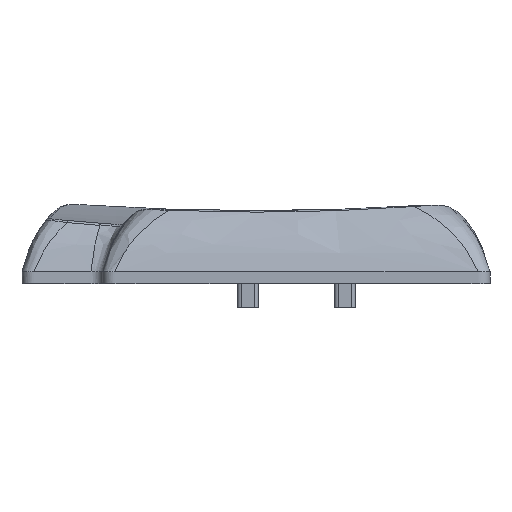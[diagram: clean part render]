
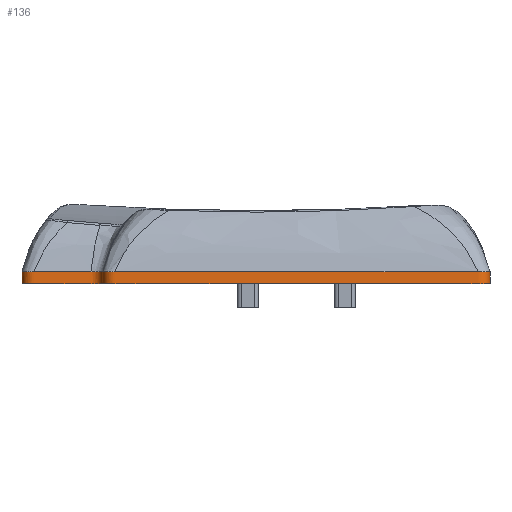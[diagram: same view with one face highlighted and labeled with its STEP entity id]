
A CAD part, front view. The second image highlights one B-rep face of the part: STEP entity #136.
In plain terms, the highlighted free-form (B-spline) face has degree [1, 2] with [2, 17] control points.
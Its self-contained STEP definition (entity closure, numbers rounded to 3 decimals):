
#136=ADVANCED_FACE('',(#343),#3168,.T.);
#343=FACE_OUTER_BOUND('',#554,.T.);
#554=EDGE_LOOP('',(#1255,#1256,#1257,#1258,#1259,#1260,#1261,#1262,#1263,
#1264,#1265));
#1255=ORIENTED_EDGE('',*,*,#2267,.T.);
#1256=ORIENTED_EDGE('',*,*,#2146,.T.);
#1257=ORIENTED_EDGE('',*,*,#2147,.T.);
#1258=ORIENTED_EDGE('',*,*,#2148,.T.);
#1259=ORIENTED_EDGE('',*,*,#2149,.T.);
#1260=ORIENTED_EDGE('',*,*,#2150,.T.);
#1261=ORIENTED_EDGE('',*,*,#2151,.T.);
#1262=ORIENTED_EDGE('',*,*,#2152,.T.);
#1263=ORIENTED_EDGE('',*,*,#2153,.T.);
#1264=ORIENTED_EDGE('',*,*,#2103,.F.);
#1265=ORIENTED_EDGE('',*,*,#2268,.F.);
#2103=EDGE_CURVE('',#3031,#3032,#2417,.T.);
#2146=EDGE_CURVE('',#3061,#3062,#2460,.T.);
#2147=EDGE_CURVE('',#3062,#3063,#2461,.T.);
#2148=EDGE_CURVE('',#3063,#3064,#2462,.T.);
#2149=EDGE_CURVE('',#3064,#3065,#2463,.T.);
#2150=EDGE_CURVE('',#3065,#3066,#2464,.T.);
#2151=EDGE_CURVE('',#3066,#3067,#2465,.T.);
#2152=EDGE_CURVE('',#3067,#3068,#2466,.T.);
#2153=EDGE_CURVE('',#3068,#3032,#2467,.T.);
#2267=EDGE_CURVE('',#3152,#3061,#2499,.T.);
#2268=EDGE_CURVE('',#3152,#3031,#2500,.T.);
#2417=(
BOUNDED_CURVE()
B_SPLINE_CURVE(1,(#9235,#9236),.UNSPECIFIED.,.F.,.F.)
B_SPLINE_CURVE_WITH_KNOTS((2,2),(0.,0.7),.UNSPECIFIED.)
CURVE()
GEOMETRIC_REPRESENTATION_ITEM()
RATIONAL_B_SPLINE_CURVE((1.,1.))
REPRESENTATION_ITEM('')
);
#2460=(
BOUNDED_CURVE()
B_SPLINE_CURVE(2,(#9548,#9549,#9550),.UNSPECIFIED.,.F.,.F.)
B_SPLINE_CURVE_WITH_KNOTS((3,3),(63.899,64.999),
 .UNSPECIFIED.)
CURVE()
GEOMETRIC_REPRESENTATION_ITEM()
RATIONAL_B_SPLINE_CURVE((1.,0.707,1.))
REPRESENTATION_ITEM('')
);
#2461=(
BOUNDED_CURVE()
B_SPLINE_CURVE(2,(#9551,#9552,#9553),.UNSPECIFIED.,.F.,.F.)
B_SPLINE_CURVE_WITH_KNOTS((3,3),(64.999,86.349),
 .UNSPECIFIED.)
CURVE()
GEOMETRIC_REPRESENTATION_ITEM()
RATIONAL_B_SPLINE_CURVE((1.,1.,1.))
REPRESENTATION_ITEM('')
);
#2462=(
BOUNDED_CURVE()
B_SPLINE_CURVE(2,(#9554,#9555,#9556),.UNSPECIFIED.,.F.,.F.)
B_SPLINE_CURVE_WITH_KNOTS((3,3),(86.349,87.448),
 .UNSPECIFIED.)
CURVE()
GEOMETRIC_REPRESENTATION_ITEM()
RATIONAL_B_SPLINE_CURVE((1.,0.707,1.))
REPRESENTATION_ITEM('')
);
#2463=(
BOUNDED_CURVE()
B_SPLINE_CURVE(2,(#9557,#9558,#9559),.UNSPECIFIED.,.F.,.F.)
B_SPLINE_CURVE_WITH_KNOTS((3,3),(87.448,105.048),
 .UNSPECIFIED.)
CURVE()
GEOMETRIC_REPRESENTATION_ITEM()
RATIONAL_B_SPLINE_CURVE((1.,1.,1.))
REPRESENTATION_ITEM('')
);
#2464=(
BOUNDED_CURVE()
B_SPLINE_CURVE(2,(#9560,#9561,#9562),.UNSPECIFIED.,.F.,.F.)
B_SPLINE_CURVE_WITH_KNOTS((3,3),(105.048,106.148),
 .UNSPECIFIED.)
CURVE()
GEOMETRIC_REPRESENTATION_ITEM()
RATIONAL_B_SPLINE_CURVE((1.,0.707,1.))
REPRESENTATION_ITEM('')
);
#2465=(
BOUNDED_CURVE()
B_SPLINE_CURVE(2,(#9563,#9564,#9565),.UNSPECIFIED.,.F.,.F.)
B_SPLINE_CURVE_WITH_KNOTS((3,3),(106.148,109.498),
 .UNSPECIFIED.)
CURVE()
GEOMETRIC_REPRESENTATION_ITEM()
RATIONAL_B_SPLINE_CURVE((1.,1.,1.))
REPRESENTATION_ITEM('')
);
#2466=(
BOUNDED_CURVE()
B_SPLINE_CURVE(2,(#9566,#9567,#9568),.UNSPECIFIED.,.F.,.F.)
B_SPLINE_CURVE_WITH_KNOTS((3,3),(109.498,110.597),
 .UNSPECIFIED.)
CURVE()
GEOMETRIC_REPRESENTATION_ITEM()
RATIONAL_B_SPLINE_CURVE((1.,0.707,1.))
REPRESENTATION_ITEM('')
);
#2467=(
BOUNDED_CURVE()
B_SPLINE_CURVE(2,(#9569,#9570,#9571),.UNSPECIFIED.,.F.,.F.)
B_SPLINE_CURVE_WITH_KNOTS((3,3),(110.597,127.197),
 .UNSPECIFIED.)
CURVE()
GEOMETRIC_REPRESENTATION_ITEM()
RATIONAL_B_SPLINE_CURVE((1.,1.,1.))
REPRESENTATION_ITEM('')
);
#2499=(
BOUNDED_CURVE()
B_SPLINE_CURVE(1,(#10604,#10605),.UNSPECIFIED.,.F.,.F.)
B_SPLINE_CURVE_WITH_KNOTS((2,2),(0.,0.7),.UNSPECIFIED.)
CURVE()
GEOMETRIC_REPRESENTATION_ITEM()
RATIONAL_B_SPLINE_CURVE((1.,1.))
REPRESENTATION_ITEM('')
);
#2500=(
BOUNDED_CURVE()
B_SPLINE_CURVE(2,(#10606,#10607,#10608,#10609,#10610,#10611,#10612,#10613,
#10614,#10615,#10616,#10617,#10618,#10619,#10620,#10621,#10622),
 .UNSPECIFIED.,.F.,.F.)
B_SPLINE_CURVE_WITH_KNOTS((3,2,2,2,2,2,2,2,3),(63.899,64.999,
86.349,87.448,105.048,106.148,109.498,
110.597,127.197),.UNSPECIFIED.)
CURVE()
GEOMETRIC_REPRESENTATION_ITEM()
RATIONAL_B_SPLINE_CURVE((1.,0.707,1.,1.,1.,0.707,
1.,1.,1.,0.707,1.,1.,1.,0.707,1.,1.,1.))
REPRESENTATION_ITEM('')
);
#3031=VERTEX_POINT('',#8282);
#3032=VERTEX_POINT('',#8283);
#3061=VERTEX_POINT('',#8312);
#3062=VERTEX_POINT('',#8313);
#3063=VERTEX_POINT('',#8314);
#3064=VERTEX_POINT('',#8315);
#3065=VERTEX_POINT('',#8316);
#3066=VERTEX_POINT('',#8317);
#3067=VERTEX_POINT('',#8318);
#3068=VERTEX_POINT('',#8319);
#3152=VERTEX_POINT('',#8403);
#3168=(
BOUNDED_SURFACE()
B_SPLINE_SURFACE(1,2,((#3899,#3900,#3901,#3902,#3903,#3904,#3905,#3906,
#3907,#3908,#3909,#3910,#3911,#3912,#3913,#3914,#3915),(#3916,#3917,#3918,
#3919,#3920,#3921,#3922,#3923,#3924,#3925,#3926,#3927,#3928,#3929,#3930,
#3931,#3932)),.UNSPECIFIED.,.F.,.F.,.F.)
B_SPLINE_SURFACE_WITH_KNOTS((2,2),(3,2,2,2,2,2,2,2,3),(0.,0.7),(63.899,
64.999,86.349,87.448,105.048,106.148,
109.498,110.597,127.197),.UNSPECIFIED.)
GEOMETRIC_REPRESENTATION_ITEM()
RATIONAL_B_SPLINE_SURFACE(((1.,0.707,1.,1.,1.,0.707,
1.,1.,1.,0.707,1.,1.,1.,0.707,1.,1.,1.),(1.,0.707,
1.,1.,1.,0.707,1.,1.,1.,0.707,1.,1.,1.,0.707,
1.,1.,1.)))
REPRESENTATION_ITEM('')
SURFACE()
);
#3899=CARTESIAN_POINT('',(96.75,-26.3,-0.4));
#3900=CARTESIAN_POINT('',(96.75,-27.,-0.4));
#3901=CARTESIAN_POINT('',(96.05,-27.,-0.4));
#3902=CARTESIAN_POINT('',(85.375,-27.,-0.4));
#3903=CARTESIAN_POINT('',(74.7,-27.,-0.4));
#3904=CARTESIAN_POINT('',(74.,-27.,-0.4));
#3905=CARTESIAN_POINT('',(74.,-26.3,-0.4));
#3906=CARTESIAN_POINT('',(74.,-17.5,-0.4));
#3907=CARTESIAN_POINT('',(74.,-8.7,-0.4));
#3908=CARTESIAN_POINT('',(74.,-8.,-0.4));
#3909=CARTESIAN_POINT('',(73.3,-8.,-0.4));
#3910=CARTESIAN_POINT('',(71.625,-8.,-0.4));
#3911=CARTESIAN_POINT('',(69.95,-8.,-0.4));
#3912=CARTESIAN_POINT('',(69.25,-8.,-0.4));
#3913=CARTESIAN_POINT('',(69.25,-7.3,-0.4));
#3914=CARTESIAN_POINT('',(69.25,1.,-0.4));
#3915=CARTESIAN_POINT('',(69.25,9.3,-0.4));
#3916=CARTESIAN_POINT('',(96.75,-26.3,0.3));
#3917=CARTESIAN_POINT('',(96.75,-27.,0.3));
#3918=CARTESIAN_POINT('',(96.05,-27.,0.3));
#3919=CARTESIAN_POINT('',(85.375,-27.,0.3));
#3920=CARTESIAN_POINT('',(74.7,-27.,0.3));
#3921=CARTESIAN_POINT('',(74.,-27.,0.3));
#3922=CARTESIAN_POINT('',(74.,-26.3,0.3));
#3923=CARTESIAN_POINT('',(74.,-17.5,0.3));
#3924=CARTESIAN_POINT('',(74.,-8.7,0.3));
#3925=CARTESIAN_POINT('',(74.,-8.,0.3));
#3926=CARTESIAN_POINT('',(73.3,-8.,0.3));
#3927=CARTESIAN_POINT('',(71.625,-8.,0.3));
#3928=CARTESIAN_POINT('',(69.95,-8.,0.3));
#3929=CARTESIAN_POINT('',(69.25,-8.,0.3));
#3930=CARTESIAN_POINT('',(69.25,-7.3,0.3));
#3931=CARTESIAN_POINT('',(69.25,1.,0.3));
#3932=CARTESIAN_POINT('',(69.25,9.3,0.3));
#8282=CARTESIAN_POINT('',(69.25,9.3,-0.4));
#8283=CARTESIAN_POINT('',(69.25,9.3,0.3));
#8312=CARTESIAN_POINT('',(96.75,-26.3,0.3));
#8313=CARTESIAN_POINT('',(96.05,-27.,0.3));
#8314=CARTESIAN_POINT('',(74.7,-27.,0.3));
#8315=CARTESIAN_POINT('',(74.,-26.3,0.3));
#8316=CARTESIAN_POINT('',(74.,-8.7,0.3));
#8317=CARTESIAN_POINT('',(73.3,-8.,0.3));
#8318=CARTESIAN_POINT('',(69.95,-8.,0.3));
#8319=CARTESIAN_POINT('',(69.25,-7.3,0.3));
#8403=CARTESIAN_POINT('',(96.75,-26.3,-0.4));
#9235=CARTESIAN_POINT('',(69.25,9.3,-0.4));
#9236=CARTESIAN_POINT('',(69.25,9.3,0.3));
#9548=CARTESIAN_POINT('',(96.75,-26.3,0.3));
#9549=CARTESIAN_POINT('',(96.75,-27.,0.3));
#9550=CARTESIAN_POINT('',(96.05,-27.,0.3));
#9551=CARTESIAN_POINT('',(96.05,-27.,0.3));
#9552=CARTESIAN_POINT('',(85.375,-27.,0.3));
#9553=CARTESIAN_POINT('',(74.7,-27.,0.3));
#9554=CARTESIAN_POINT('',(74.7,-27.,0.3));
#9555=CARTESIAN_POINT('',(74.,-27.,0.3));
#9556=CARTESIAN_POINT('',(74.,-26.3,0.3));
#9557=CARTESIAN_POINT('',(74.,-26.3,0.3));
#9558=CARTESIAN_POINT('',(74.,-17.5,0.3));
#9559=CARTESIAN_POINT('',(74.,-8.7,0.3));
#9560=CARTESIAN_POINT('',(74.,-8.7,0.3));
#9561=CARTESIAN_POINT('',(74.,-8.,0.3));
#9562=CARTESIAN_POINT('',(73.3,-8.,0.3));
#9563=CARTESIAN_POINT('',(73.3,-8.,0.3));
#9564=CARTESIAN_POINT('',(71.625,-8.,0.3));
#9565=CARTESIAN_POINT('',(69.95,-8.,0.3));
#9566=CARTESIAN_POINT('',(69.95,-8.,0.3));
#9567=CARTESIAN_POINT('',(69.25,-8.,0.3));
#9568=CARTESIAN_POINT('',(69.25,-7.3,0.3));
#9569=CARTESIAN_POINT('',(69.25,-7.3,0.3));
#9570=CARTESIAN_POINT('',(69.25,1.,0.3));
#9571=CARTESIAN_POINT('',(69.25,9.3,0.3));
#10604=CARTESIAN_POINT('',(96.75,-26.3,-0.4));
#10605=CARTESIAN_POINT('',(96.75,-26.3,0.3));
#10606=CARTESIAN_POINT('',(96.75,-26.3,-0.4));
#10607=CARTESIAN_POINT('',(96.75,-27.,-0.4));
#10608=CARTESIAN_POINT('',(96.05,-27.,-0.4));
#10609=CARTESIAN_POINT('',(85.375,-27.,-0.4));
#10610=CARTESIAN_POINT('',(74.7,-27.,-0.4));
#10611=CARTESIAN_POINT('',(74.,-27.,-0.4));
#10612=CARTESIAN_POINT('',(74.,-26.3,-0.4));
#10613=CARTESIAN_POINT('',(74.,-17.5,-0.4));
#10614=CARTESIAN_POINT('',(74.,-8.7,-0.4));
#10615=CARTESIAN_POINT('',(74.,-8.,-0.4));
#10616=CARTESIAN_POINT('',(73.3,-8.,-0.4));
#10617=CARTESIAN_POINT('',(71.625,-8.,-0.4));
#10618=CARTESIAN_POINT('',(69.95,-8.,-0.4));
#10619=CARTESIAN_POINT('',(69.25,-8.,-0.4));
#10620=CARTESIAN_POINT('',(69.25,-7.3,-0.4));
#10621=CARTESIAN_POINT('',(69.25,1.,-0.4));
#10622=CARTESIAN_POINT('',(69.25,9.3,-0.4));
